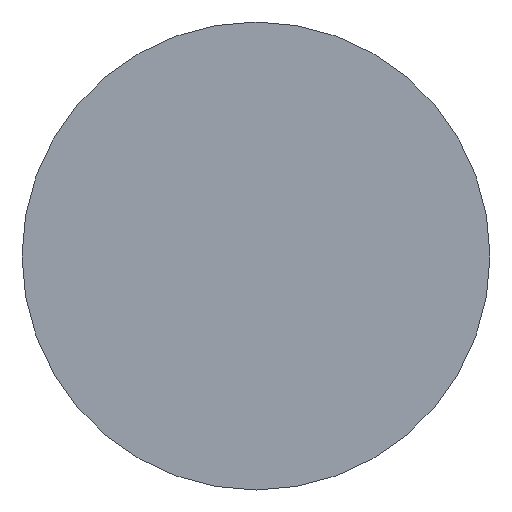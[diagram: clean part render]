
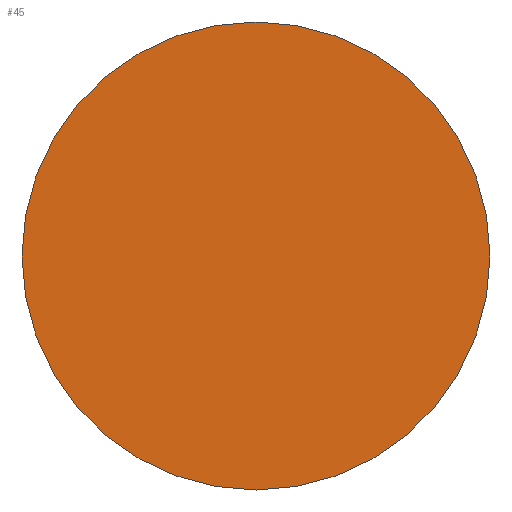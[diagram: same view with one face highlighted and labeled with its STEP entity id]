
A CAD part, front view. The second image highlights one B-rep face of the part: STEP entity #45.
In plain terms, the highlighted planar face has unit normal (0, -1, 0).
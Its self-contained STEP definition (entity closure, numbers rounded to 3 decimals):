
#15=PLANE('',#65);
#18=FACE_OUTER_BOUND('',#21,.T.);
#21=EDGE_LOOP('',(#40,#41));
#26=CIRCLE('',#63,4.);
#27=CIRCLE('',#64,4.);
#29=VERTEX_POINT('',#86);
#30=VERTEX_POINT('',#88);
#33=EDGE_CURVE('',#30,#29,#26,.T.);
#34=EDGE_CURVE('',#29,#30,#27,.T.);
#40=ORIENTED_EDGE('',*,*,#33,.T.);
#41=ORIENTED_EDGE('',*,*,#34,.T.);
#45=ADVANCED_FACE('',(#18),#15,.T.);
#63=AXIS2_PLACEMENT_3D('',#89,#74,#75);
#64=AXIS2_PLACEMENT_3D('',#90,#76,#77);
#65=AXIS2_PLACEMENT_3D('',#91,#78,#79);
#74=DIRECTION('center_axis',(0.,-1.,0.));
#75=DIRECTION('ref_axis',(1.,0.,0.));
#76=DIRECTION('center_axis',(0.,-1.,0.));
#77=DIRECTION('ref_axis',(1.,0.,0.));
#78=DIRECTION('center_axis',(0.,-1.,0.));
#79=DIRECTION('ref_axis',(-1.,0.,0.));
#86=CARTESIAN_POINT('',(-4.,0.,0.));
#88=CARTESIAN_POINT('',(4.,0.,0.));
#89=CARTESIAN_POINT('Origin',(0.,0.,0.));
#90=CARTESIAN_POINT('Origin',(0.,0.,0.));
#91=CARTESIAN_POINT('Origin',(0.,0.,0.));
